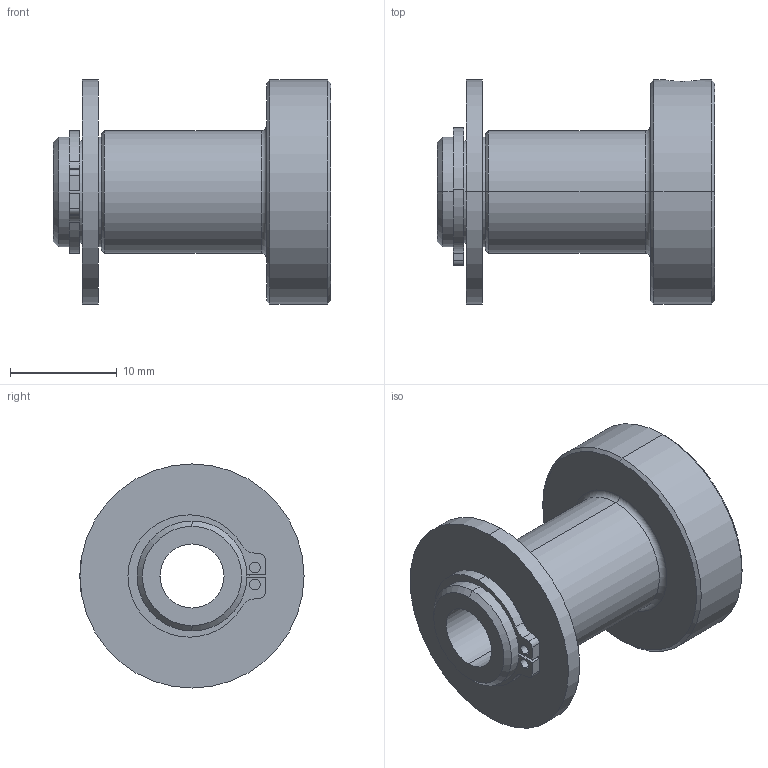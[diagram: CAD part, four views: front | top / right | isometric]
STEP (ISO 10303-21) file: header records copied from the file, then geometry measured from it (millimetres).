
FILE_DESCRIPTION (( 'STEP AP214' ), '1' );
FILE_NAME ('NEO_Cubo_6mm.STEP', '2023-06-20T21:14:10', ( 'Wurs' ), ( '' ), 'SwSTEP 2.0', 'SolidWorks 2022', '' );
FILE_SCHEMA (( 'AUTOMOTIVE_DESIGN' ));
Length unit declared in the file: millimetre
Products named in the file (4): Anel_Externo_10mm; Hub-roda-NEO_6mm_Predeterminada; NEO_Cubo_6mm; Arruela_3-8_padrao_Inox
Assembly tree (3 placements, depth 2):
  NEO_Cubo_6mm
    Hub-roda-NEO_6mm_Predeterminada
    Arruela_3-8_padrao_Inox
    Anel_Externo_10mm
Bounding box: 26 x 21 x 21 mm (x, y, z)
Volume: 3662.9 mm3; surface area: 3076.1 mm2
Topology: 3 solids, 3 shells, 60 faces, 138 edges, 88 vertices
Faces by surface type: cylinder 32, plane 16, cone 10, torus 2
Entity records: 2008 total; most frequent: CARTESIAN_POINT 392, DIRECTION 340, ORIENTED_EDGE 276, AXIS2_PLACEMENT_3D 140, EDGE_CURVE 138, VERTEX_POINT 88, CIRCLE 74, EDGE_LOOP 74
